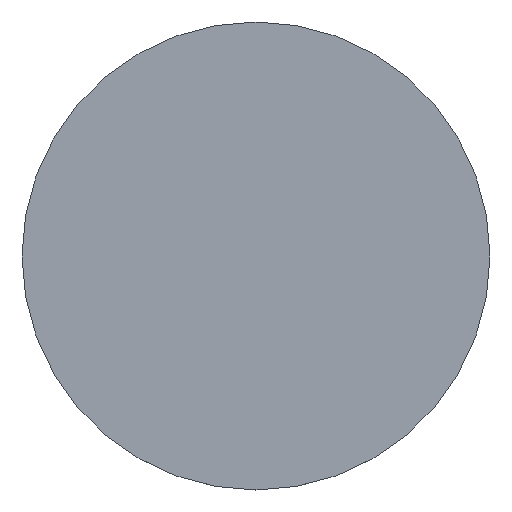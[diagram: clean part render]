
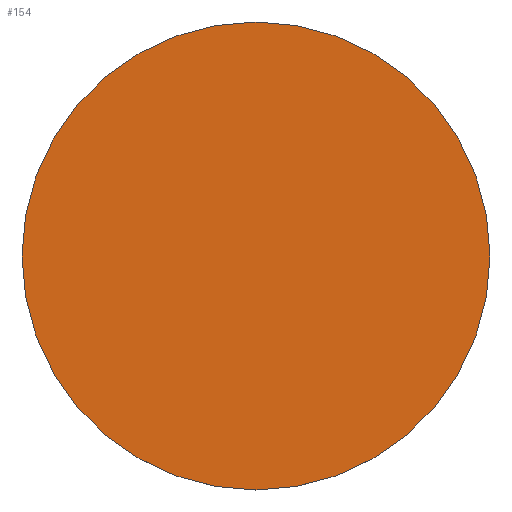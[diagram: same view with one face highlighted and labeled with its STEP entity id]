
A CAD part, top view. The second image highlights one B-rep face of the part: STEP entity #154.
In plain terms, the highlighted planar face has unit normal (0, 0, 1).
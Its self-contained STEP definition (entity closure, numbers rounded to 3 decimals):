
#7 = DIRECTION ( 'NONE',  ( 1., 0., 0. ) ) ;
#9 = CARTESIAN_POINT ( 'NONE',  ( 0., 0., 1. ) ) ;
#10 = DIRECTION ( 'NONE',  ( 0., 0., 1. ) ) ;
#14 = DIRECTION ( 'NONE',  ( 1., 0., 0. ) ) ;
#25 = CARTESIAN_POINT ( 'NONE',  ( 0., 0., 1. ) ) ;
#33 = EDGE_LOOP ( 'NONE', ( #107, #97 ) ) ;
#34 = CARTESIAN_POINT ( 'NONE',  ( 0., 0., 1. ) ) ;
#37 = EDGE_CURVE ( 'NONE', #151, #99, #124, .T. ) ;
#49 = EDGE_CURVE ( 'NONE', #99, #151, #62, .T. ) ;
#51 = DIRECTION ( 'NONE',  ( 0., 0., 1. ) ) ;
#52 = CARTESIAN_POINT ( 'NONE',  ( 38.1, 0., 1. ) ) ;
#62 = CIRCLE ( 'NONE', #118, 38.1 ) ;
#80 = DIRECTION ( 'NONE',  ( 0., 0., 1. ) ) ;
#83 = FACE_OUTER_BOUND ( 'NONE', #33, .T. ) ;
#90 = AXIS2_PLACEMENT_3D ( 'NONE', #34, #10, #7 ) ;
#97 = ORIENTED_EDGE ( 'NONE', *, *, #49, .T. ) ;
#99 = VERTEX_POINT ( 'NONE', #52 ) ;
#107 = ORIENTED_EDGE ( 'NONE', *, *, #37, .T. ) ;
#118 = AXIS2_PLACEMENT_3D ( 'NONE', #9, #80, #173 ) ;
#124 = CIRCLE ( 'NONE', #90, 38.1 ) ;
#131 = CARTESIAN_POINT ( 'NONE',  ( -38.1, 0., 1. ) ) ;
#144 = PLANE ( 'NONE',  #175 ) ;
#151 = VERTEX_POINT ( 'NONE', #131 ) ;
#154 = ADVANCED_FACE ( 'NONE', ( #83 ), #144, .T. ) ;
#173 = DIRECTION ( 'NONE',  ( 1., 0., 0. ) ) ;
#175 = AXIS2_PLACEMENT_3D ( 'NONE', #25, #51, #14 ) ;
